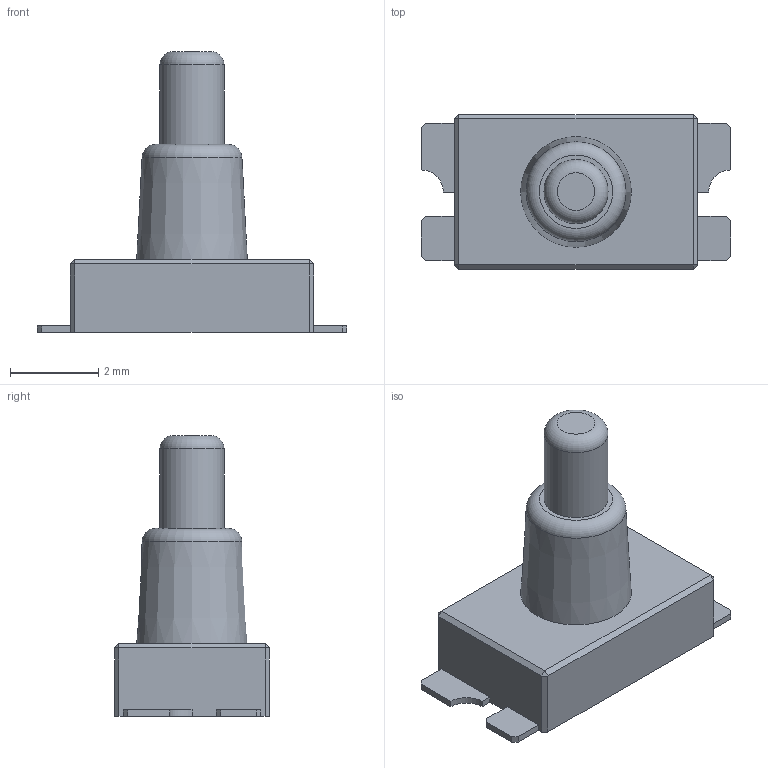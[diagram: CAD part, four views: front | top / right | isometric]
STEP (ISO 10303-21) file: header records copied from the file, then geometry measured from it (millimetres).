
FILE_DESCRIPTION(('FreeCAD Model'),'2;1');
FILE_NAME( 'KSU_switch.step', '2020-10-16T19:02:10',('Author'),(''), 'Open CASCADE STEP processor 6.8','FreeCAD','Unknown');
FILE_SCHEMA(('AUTOMOTIVE_DESIGN_CC2 { 1 2 10303 214 -1 1 5 4 }'));
Length unit declared in the file: millimetre
Products named in the file (1): Chamfer
Bounding box: 7 x 3.5 x 6.35 mm (x, y, z)
Volume: 46.8 mm3; surface area: 100.7 mm2
Topology: 1 solids, 1 shells, 56 faces, 134 edges, 82 vertices
Faces by surface type: plane 50, cylinder 3, torus 2, cone 1
Full cylindrical faces by diameter (mm): 1.45 x1
Entity records: 1981 total; most frequent: CARTESIAN_POINT 273, ORIENTED_EDGE 268, DIRECTION 260, EDGE_CURVE 134, LINE 122, VECTOR 122, VERTEX_POINT 82, AXIS2_PLACEMENT_3D 69
